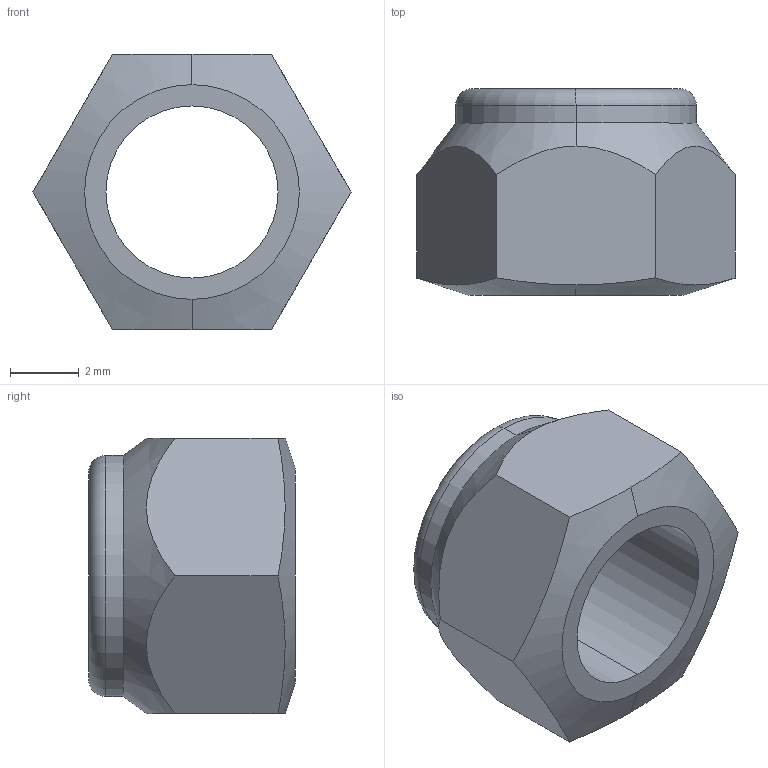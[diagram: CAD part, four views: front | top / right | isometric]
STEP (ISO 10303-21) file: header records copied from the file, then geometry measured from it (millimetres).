
FILE_DESCRIPTION (( 'STEP AP214' ), '1' );
FILE_NAME ('nut M5.STEP', '2024-05-09T04:26:17', ( '' ), ( '' ), 'SwSTEP 2.0', 'SolidWorks 2023', '' );
FILE_SCHEMA (( 'AUTOMOTIVE_DESIGN' ));
Length unit declared in the file: millimetre
Products named in the file (1): nut M5
Bounding box: 9.24 x 6 x 8 mm (x, y, z)
Volume: 183 mm3; surface area: 297.7 mm2
Topology: 1 solids, 1 shells, 18 faces, 44 edges, 28 vertices
Faces by surface type: plane 8, cone 4, cylinder 4, torus 2
Entity records: 649 total; most frequent: CARTESIAN_POINT 215, ORIENTED_EDGE 88, DIRECTION 80, EDGE_CURVE 44, AXIS2_PLACEMENT_3D 33, VERTEX_POINT 28, EDGE_LOOP 20, ADVANCED_FACE 18
